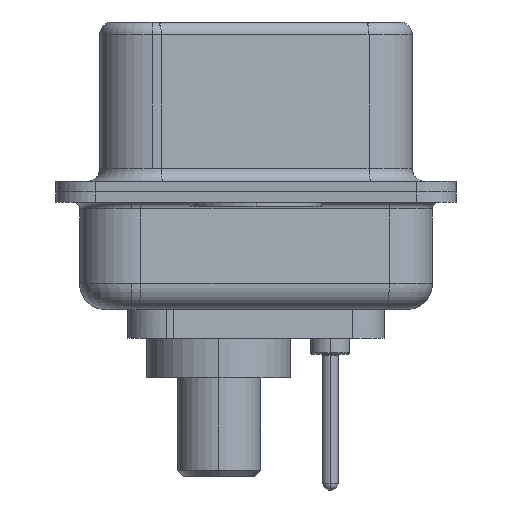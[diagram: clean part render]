
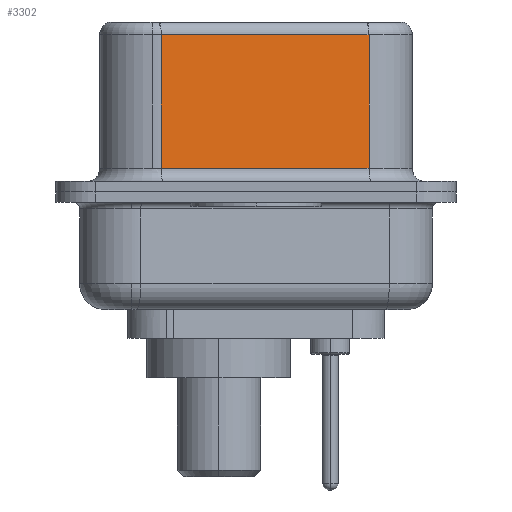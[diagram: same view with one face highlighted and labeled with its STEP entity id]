
A CAD part, left-side view. The second image highlights one B-rep face of the part: STEP entity #3302.
In plain terms, the highlighted planar face has unit normal (-0.985, -0.174, 0).
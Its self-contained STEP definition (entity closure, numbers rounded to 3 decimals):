
#626 = VECTOR ( 'NONE', #13754, 1000. ) ;
#2097 = DIRECTION ( 'NONE',  ( 0., 0., -1. ) ) ;
#2365 = VECTOR ( 'NONE', #14883, 1000. ) ;
#2801 = ORIENTED_EDGE ( 'NONE', *, *, #18928, .T. ) ;
#3302 = ADVANCED_FACE ( 'NONE', ( #3353 ), #16481, .F. ) ;
#3353 = FACE_OUTER_BOUND ( 'NONE', #5490, .T. ) ;
#3833 = VERTEX_POINT ( 'NONE', #16647 ) ;
#3877 = VERTEX_POINT ( 'NONE', #15642 ) ;
#4668 = LINE ( 'NONE', #16479, #626 ) ;
#4738 = EDGE_CURVE ( 'NONE', #13099, #3833, #7273, .T. ) ;
#4766 = DIRECTION ( 'NONE',  ( 0., 0., -1. ) ) ;
#5219 = DIRECTION ( 'NONE',  ( 0.985, 0.174, 0. ) ) ;
#5490 = EDGE_LOOP ( 'NONE', ( #5595, #12395, #2801, #16655 ) ) ;
#5561 = LINE ( 'NONE', #16708, #16903 ) ;
#5564 = LINE ( 'NONE', #11128, #16906 ) ;
#5595 = ORIENTED_EDGE ( 'NONE', *, *, #18322, .F. ) ;
#5963 = EDGE_CURVE ( 'NONE', #3877, #17280, #4668, .T. ) ;
#7273 = LINE ( 'NONE', #9349, #2365 ) ;
#9349 = CARTESIAN_POINT ( 'NONE',  ( 5.132, -4.322, 0.9 ) ) ;
#10782 = DIRECTION ( 'NONE',  ( -0.174, 0.985, 0. ) ) ;
#10990 = CARTESIAN_POINT ( 'NONE',  ( 3.73, 3.628, 0.9 ) ) ;
#11128 = CARTESIAN_POINT ( 'NONE',  ( 3.73, 3.628, 6.52 ) ) ;
#12395 = ORIENTED_EDGE ( 'NONE', *, *, #5963, .T. ) ;
#13099 = VERTEX_POINT ( 'NONE', #10990 ) ;
#13754 = DIRECTION ( 'NONE',  ( -0.174, 0.985, 0. ) ) ;
#14883 = DIRECTION ( 'NONE',  ( 0.174, -0.985, 0. ) ) ;
#15642 = CARTESIAN_POINT ( 'NONE',  ( 5.132, -4.322, 6.02 ) ) ;
#16159 = CARTESIAN_POINT ( 'NONE',  ( 5.132, -4.322, 6.52 ) ) ;
#16479 = CARTESIAN_POINT ( 'NONE',  ( 5.132, -4.322, 6.02 ) ) ;
#16481 = PLANE ( 'NONE',  #18994 ) ;
#16647 = CARTESIAN_POINT ( 'NONE',  ( 5.132, -4.322, 0.9 ) ) ;
#16655 = ORIENTED_EDGE ( 'NONE', *, *, #4738, .T. ) ;
#16708 = CARTESIAN_POINT ( 'NONE',  ( 5.132, -4.322, 6.52 ) ) ;
#16903 = VECTOR ( 'NONE', #4766, 1000. ) ;
#16906 = VECTOR ( 'NONE', #2097, 1000. ) ;
#17280 = VERTEX_POINT ( 'NONE', #18626 ) ;
#18322 = EDGE_CURVE ( 'NONE', #3877, #3833, #5561, .T. ) ;
#18626 = CARTESIAN_POINT ( 'NONE',  ( 3.73, 3.628, 6.02 ) ) ;
#18928 = EDGE_CURVE ( 'NONE', #17280, #13099, #5564, .T. ) ;
#18994 = AXIS2_PLACEMENT_3D ( 'NONE', #16159, #5219, #10782 ) ;
